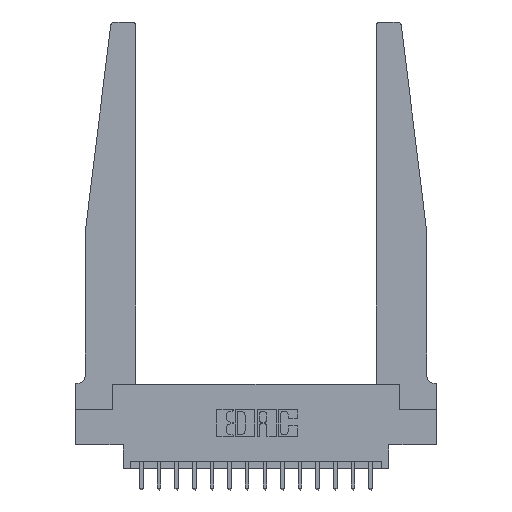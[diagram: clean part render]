
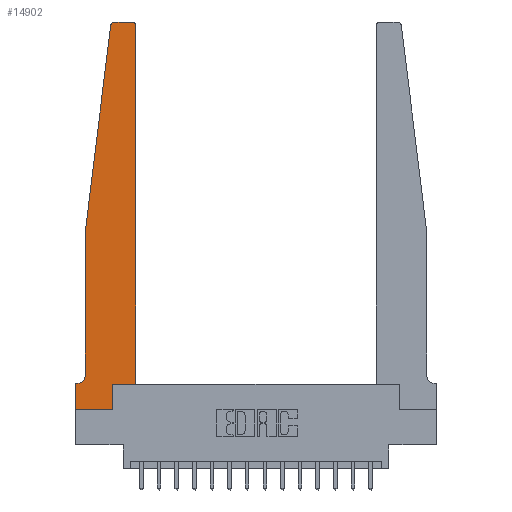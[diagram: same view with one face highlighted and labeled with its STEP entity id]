
A CAD part, top view. The second image highlights one B-rep face of the part: STEP entity #14902.
In plain terms, the highlighted planar face has unit normal (0, 0, 1).
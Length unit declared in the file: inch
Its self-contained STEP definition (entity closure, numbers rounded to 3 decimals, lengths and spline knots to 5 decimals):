
#6 = CARTESIAN_POINT ( 'NONE',  ( 0.425, 0.18, 0.37 ) ) ;
#16 = DIRECTION ( 'NONE',  ( -1., 0., 0. ) ) ;
#439 = CARTESIAN_POINT ( 'NONE',  ( 0.425, 0.18, 0.37 ) ) ;
#642 = ORIENTED_EDGE ( 'NONE', *, *, #17031, .T. ) ;
#887 = LINE ( 'NONE', #13818, #5271 ) ;
#1379 = CARTESIAN_POINT ( 'NONE',  ( 0.25, 2.75, 0.37 ) ) ;
#1392 = DIRECTION ( 'NONE',  ( 0., 1., 0. ) ) ;
#1983 = LINE ( 'NONE', #13336, #15028 ) ;
#2039 = VERTEX_POINT ( 'NONE', #13049 ) ;
#2194 = DIRECTION ( 'NONE',  ( 0., -1., 0. ) ) ;
#2343 = DIRECTION ( 'NONE',  ( 0., 1., 0. ) ) ;
#2421 = VECTOR ( 'NONE', #16644, 39.37008 ) ;
#2505 = CARTESIAN_POINT ( 'NONE',  ( 0.2605, 0.18, 0.37 ) ) ;
#2509 = CARTESIAN_POINT ( 'NONE',  ( 0.27653, 2.72, 0.37 ) ) ;
#2617 = CARTESIAN_POINT ( 'NONE',  ( 0.015, 0.2375, 0.37 ) ) ;
#2684 = ORIENTED_EDGE ( 'NONE', *, *, #16948, .T. ) ;
#2788 = ORIENTED_EDGE ( 'NONE', *, *, #8789, .T. ) ;
#2940 = ORIENTED_EDGE ( 'NONE', *, *, #4221, .T. ) ;
#3213 = CARTESIAN_POINT ( 'NONE',  ( 0.2605, 0., 0.37 ) ) ;
#3237 = CARTESIAN_POINT ( 'NONE',  ( 0.065, 0.2375, 0.37 ) ) ;
#3283 = LINE ( 'NONE', #439, #7929 ) ;
#3398 = EDGE_CURVE ( 'NONE', #16054, #12023, #4097, .T. ) ;
#3742 = VECTOR ( 'NONE', #1392, 39.37008 ) ;
#4018 = VERTEX_POINT ( 'NONE', #3213 ) ;
#4020 = DIRECTION ( 'NONE',  ( 1., 0., 0. ) ) ;
#4097 = CIRCLE ( 'NONE', #9421, 0.05 ) ;
#4221 = EDGE_CURVE ( 'NONE', #17584, #4709, #887, .T. ) ;
#4709 = VERTEX_POINT ( 'NONE', #12407 ) ;
#4753 = DIRECTION ( 'NONE',  ( 1., 0., 0. ) ) ;
#4962 = CARTESIAN_POINT ( 'NONE',  ( 0., 0., 0.37 ) ) ;
#4969 = VECTOR ( 'NONE', #2343, 39.37008 ) ;
#5119 = LINE ( 'NONE', #13522, #4969 ) ;
#5271 = VECTOR ( 'NONE', #17815, 39.37008 ) ;
#5359 = ORIENTED_EDGE ( 'NONE', *, *, #16977, .T. ) ;
#6120 = EDGE_CURVE ( 'NONE', #6251, #17584, #13901, .T. ) ;
#6251 = VERTEX_POINT ( 'NONE', #9831 ) ;
#6715 = EDGE_LOOP ( 'NONE', ( #7740, #17993, #2940, #2788, #14752, #16216, #8722, #5359, #9395, #2684, #642, #14214 ) ) ;
#6816 = AXIS2_PLACEMENT_3D ( 'NONE', #2509, #8149, #13778 ) ;
#7740 = ORIENTED_EDGE ( 'NONE', *, *, #8366, .T. ) ;
#7929 = VECTOR ( 'NONE', #4753, 39.37008 ) ;
#8128 = LINE ( 'NONE', #10888, #17258 ) ;
#8149 = DIRECTION ( 'NONE',  ( 0., 0., 1. ) ) ;
#8195 = CARTESIAN_POINT ( 'NONE',  ( 0.395, 2.72, 0.37 ) ) ;
#8366 = EDGE_CURVE ( 'NONE', #9559, #6251, #8424, .T. ) ;
#8424 = LINE ( 'NONE', #1379, #12180 ) ;
#8697 = VECTOR ( 'NONE', #2194, 39.37008 ) ;
#8722 = ORIENTED_EDGE ( 'NONE', *, *, #11618, .T. ) ;
#8789 = EDGE_CURVE ( 'NONE', #4709, #16054, #15325, .T. ) ;
#8874 = VERTEX_POINT ( 'NONE', #14680 ) ;
#9059 = CARTESIAN_POINT ( 'NONE',  ( 0., 0.1875, 0.37 ) ) ;
#9238 = DIRECTION ( 'NONE',  ( 1., 0., 0. ) ) ;
#9395 = ORIENTED_EDGE ( 'NONE', *, *, #15818, .T. ) ;
#9421 = AXIS2_PLACEMENT_3D ( 'NONE', #2617, #9647, #13986 ) ;
#9425 = CARTESIAN_POINT ( 'NONE',  ( 0., 0.1875, 0.37 ) ) ;
#9559 = VERTEX_POINT ( 'NONE', #15097 ) ;
#9606 = DIRECTION ( 'NONE',  ( -1., 0., 0. ) ) ;
#9647 = DIRECTION ( 'NONE',  ( 0., 0., -1. ) ) ;
#9774 = CARTESIAN_POINT ( 'NONE',  ( 0.2605, 0.18, 0.37 ) ) ;
#9831 = CARTESIAN_POINT ( 'NONE',  ( 0.27653, 2.75, 0.37 ) ) ;
#9969 = AXIS2_PLACEMENT_3D ( 'NONE', #9059, #15917, #9238 ) ;
#10268 = CARTESIAN_POINT ( 'NONE',  ( 0.24675, 2.72367, 0.37 ) ) ;
#10888 = CARTESIAN_POINT ( 'NONE',  ( 0.065, 0.1875, 0.37 ) ) ;
#11209 = EDGE_CURVE ( 'NONE', #12023, #12442, #8128, .T. ) ;
#11618 = EDGE_CURVE ( 'NONE', #12442, #2039, #17635, .T. ) ;
#11735 = VERTEX_POINT ( 'NONE', #9774 ) ;
#12023 = VERTEX_POINT ( 'NONE', #17435 ) ;
#12180 = VECTOR ( 'NONE', #16, 39.37008 ) ;
#12407 = CARTESIAN_POINT ( 'NONE',  ( 0.065, 1.25, 0.37 ) ) ;
#12442 = VERTEX_POINT ( 'NONE', #9425 ) ;
#13049 = CARTESIAN_POINT ( 'NONE',  ( 0., 0., 0.37 ) ) ;
#13201 = PLANE ( 'NONE',  #9969 ) ;
#13244 = DIRECTION ( 'NONE',  ( 1., 0., 0. ) ) ;
#13336 = CARTESIAN_POINT ( 'NONE',  ( 0., 0., 0.37 ) ) ;
#13522 = CARTESIAN_POINT ( 'NONE',  ( 0.425, 0.18, 0.37 ) ) ;
#13778 = DIRECTION ( 'NONE',  ( 1., 0., 0. ) ) ;
#13818 = CARTESIAN_POINT ( 'NONE',  ( 0.065, 1.25, 0.37 ) ) ;
#13901 = CIRCLE ( 'NONE', #6816, 0.03 ) ;
#13986 = DIRECTION ( 'NONE',  ( -1., 0., 0. ) ) ;
#14077 = CIRCLE ( 'NONE', #15271, 0.03 ) ;
#14214 = ORIENTED_EDGE ( 'NONE', *, *, #16634, .T. ) ;
#14680 = CARTESIAN_POINT ( 'NONE',  ( 0.425, 2.72, 0.37 ) ) ;
#14752 = ORIENTED_EDGE ( 'NONE', *, *, #3398, .T. ) ;
#14902 = ADVANCED_FACE ( 'NONE', ( #17739 ), #13201, .T. ) ;
#15028 = VECTOR ( 'NONE', #13244, 39.37008 ) ;
#15097 = CARTESIAN_POINT ( 'NONE',  ( 0.395, 2.75, 0.37 ) ) ;
#15271 = AXIS2_PLACEMENT_3D ( 'NONE', #8195, #18186, #4020 ) ;
#15325 = LINE ( 'NONE', #18196, #2421 ) ;
#15818 = EDGE_CURVE ( 'NONE', #4018, #11735, #17952, .T. ) ;
#15917 = DIRECTION ( 'NONE',  ( 0., 0., 1. ) ) ;
#16054 = VERTEX_POINT ( 'NONE', #3237 ) ;
#16216 = ORIENTED_EDGE ( 'NONE', *, *, #11209, .T. ) ;
#16444 = VERTEX_POINT ( 'NONE', #6 ) ;
#16634 = EDGE_CURVE ( 'NONE', #8874, #9559, #14077, .T. ) ;
#16644 = DIRECTION ( 'NONE',  ( 0., -1., 0. ) ) ;
#16948 = EDGE_CURVE ( 'NONE', #11735, #16444, #3283, .T. ) ;
#16977 = EDGE_CURVE ( 'NONE', #2039, #4018, #1983, .T. ) ;
#17031 = EDGE_CURVE ( 'NONE', #16444, #8874, #5119, .T. ) ;
#17258 = VECTOR ( 'NONE', #9606, 39.37008 ) ;
#17435 = CARTESIAN_POINT ( 'NONE',  ( 0.015, 0.1875, 0.37 ) ) ;
#17584 = VERTEX_POINT ( 'NONE', #10268 ) ;
#17635 = LINE ( 'NONE', #4962, #8697 ) ;
#17739 = FACE_OUTER_BOUND ( 'NONE', #6715, .T. ) ;
#17815 = DIRECTION ( 'NONE',  ( -0.122, -0.992, 0. ) ) ;
#17952 = LINE ( 'NONE', #2505, #3742 ) ;
#17993 = ORIENTED_EDGE ( 'NONE', *, *, #6120, .T. ) ;
#18186 = DIRECTION ( 'NONE',  ( 0., 0., 1. ) ) ;
#18196 = CARTESIAN_POINT ( 'NONE',  ( 0.065, 1.25, 0.37 ) ) ;
